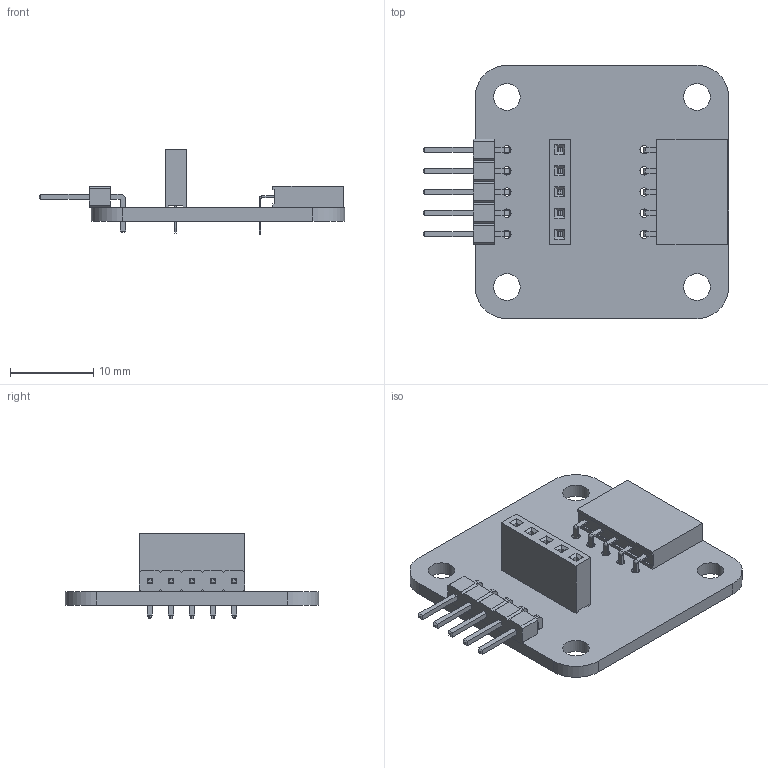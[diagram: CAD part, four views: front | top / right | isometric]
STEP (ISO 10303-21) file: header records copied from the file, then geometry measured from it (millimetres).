
FILE_DESCRIPTION(('KiCad electronic assembly'),'2;1');
FILE_NAME('PM-Bus.step','2024-08-27T08:37:05',('Pcbnew'),('Kicad'), 'Open CASCADE STEP processor 7.6','KiCad to STEP converter','Unknown' );
FILE_SCHEMA(('AUTOMOTIVE_DESIGN { 1 0 10303 214 1 1 1 1 }'));
Length unit declared in the file: millimetre
Products named in the file (8): PM-Bus 1; PinSocket_1x05_P2.54mm_Vertical; PinSocket_1x05_P254mm_Vertical; PinSocket_1x05_P2.54mm_Horizontal; PinSocket_1x05_P254mm_Horizontal; PinHeader_1x05_P2.54mm_Horizontal; PinHeader_1x05_P254mm_Horizontal; PM-Bus_PCB
Assembly tree (7 placements, depth 3):
  PM-Bus 1
    PinSocket_1x05_P2.54mm_Vertical
      PinSocket_1x05_P254mm_Vertical
    PinSocket_1x05_P2.54mm_Horizontal
      PinSocket_1x05_P254mm_Horizontal
    PinHeader_1x05_P2.54mm_Horizontal
      PinHeader_1x05_P254mm_Horizontal
    PM-Bus_PCB
Bounding box: 36.71 x 30.48 x 10.3 mm (x, y, z)
Volume: 1972.6 mm3; surface area: 3218.6 mm2
Topology: 4 solids, 4 shells, 518 faces, 1330 edges, 860 vertices
Faces by surface type: plane 480, cylinder 38
Full cylindrical faces by diameter (mm): 1 x15, 3.2 x4
Entity records: 18993 total; most frequent: CARTESIAN_POINT 2716, ORIENTED_EDGE 2660, DIRECTION 2458, EDGE_CURVE 1330, LINE 1254, VECTOR 1254, VERTEX_POINT 860, AXIS2_PLACEMENT_3D 602
